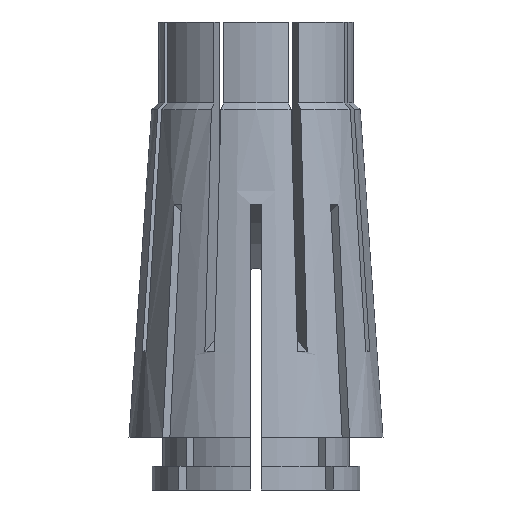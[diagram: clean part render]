
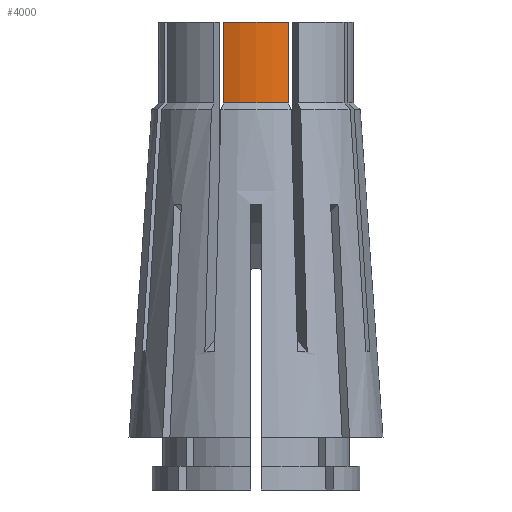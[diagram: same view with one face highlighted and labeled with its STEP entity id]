
A CAD part, front view. The second image highlights one B-rep face of the part: STEP entity #4000.
In plain terms, the highlighted cylindrical face has radius 9.4 mm (diameter 18.8 mm), a partial arc.
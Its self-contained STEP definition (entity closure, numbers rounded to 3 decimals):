
#423 = EDGE_CURVE ( 'NONE', #2411, #3608, #1979, .T. ) ;
#505 = CARTESIAN_POINT ( 'NONE',  ( 3.13, -8.864, 0. ) ) ;
#699 = ORIENTED_EDGE ( 'NONE', *, *, #4460, .F. ) ;
#717 = LINE ( 'NONE', #505, #741 ) ;
#741 = VECTOR ( 'NONE', #3688, 1000. ) ;
#777 = ORIENTED_EDGE ( 'NONE', *, *, #1055, .F. ) ;
#1055 = EDGE_CURVE ( 'NONE', #3258, #2423, #717, .T. ) ;
#1191 = CARTESIAN_POINT ( 'NONE',  ( 0., 0., -7.8 ) ) ;
#1385 = ORIENTED_EDGE ( 'NONE', *, *, #4043, .T. ) ;
#1474 = CARTESIAN_POINT ( 'NONE',  ( 0., 0., 0. ) ) ;
#1527 = DIRECTION ( 'NONE',  ( 1., 0., 0. ) ) ;
#1838 = DIRECTION ( 'NONE',  ( 0., 0., 1. ) ) ;
#1913 = DIRECTION ( 'NONE',  ( 0., 0., 1. ) ) ;
#1971 = VECTOR ( 'NONE', #2330, 1000. ) ;
#1973 = AXIS2_PLACEMENT_3D ( 'NONE', #1474, #1838, #3631 ) ;
#1979 = LINE ( 'NONE', #3396, #1971 ) ;
#2168 = AXIS2_PLACEMENT_3D ( 'NONE', #4121, #1913, #4496 ) ;
#2330 = DIRECTION ( 'NONE',  ( 0., 0., -1. ) ) ;
#2411 = VERTEX_POINT ( 'NONE', #4482 ) ;
#2423 = VERTEX_POINT ( 'NONE', #3568 ) ;
#2724 = CYLINDRICAL_SURFACE ( 'NONE', #1973, 9.4 ) ;
#2915 = AXIS2_PLACEMENT_3D ( 'NONE', #1191, #3711, #1527 ) ;
#3242 = CIRCLE ( 'NONE', #2915, 9.4 ) ;
#3258 = VERTEX_POINT ( 'NONE', #3281 ) ;
#3281 = CARTESIAN_POINT ( 'NONE',  ( 3.13, -8.864, 0. ) ) ;
#3342 = CIRCLE ( 'NONE', #2168, 9.4 ) ;
#3396 = CARTESIAN_POINT ( 'NONE',  ( -3.13, -8.864, 0. ) ) ;
#3417 = ORIENTED_EDGE ( 'NONE', *, *, #423, .T. ) ;
#3568 = CARTESIAN_POINT ( 'NONE',  ( 3.13, -8.864, -7.8 ) ) ;
#3572 = EDGE_LOOP ( 'NONE', ( #777, #699, #3417, #1385 ) ) ;
#3608 = VERTEX_POINT ( 'NONE', #3781 ) ;
#3631 = DIRECTION ( 'NONE',  ( 1., 0., 0. ) ) ;
#3688 = DIRECTION ( 'NONE',  ( 0., 0., -1. ) ) ;
#3711 = DIRECTION ( 'NONE',  ( 0., 0., 1. ) ) ;
#3750 = FACE_OUTER_BOUND ( 'NONE', #3572, .T. ) ;
#3781 = CARTESIAN_POINT ( 'NONE',  ( -3.13, -8.864, -7.8 ) ) ;
#4000 = ADVANCED_FACE ( 'NONE', ( #3750 ), #2724, .T. ) ;
#4043 = EDGE_CURVE ( 'NONE', #3608, #2423, #3242, .T. ) ;
#4121 = CARTESIAN_POINT ( 'NONE',  ( 0., 0., 0. ) ) ;
#4460 = EDGE_CURVE ( 'NONE', #2411, #3258, #3342, .T. ) ;
#4482 = CARTESIAN_POINT ( 'NONE',  ( -3.13, -8.864, 0. ) ) ;
#4496 = DIRECTION ( 'NONE',  ( 1., 0., 0. ) ) ;
